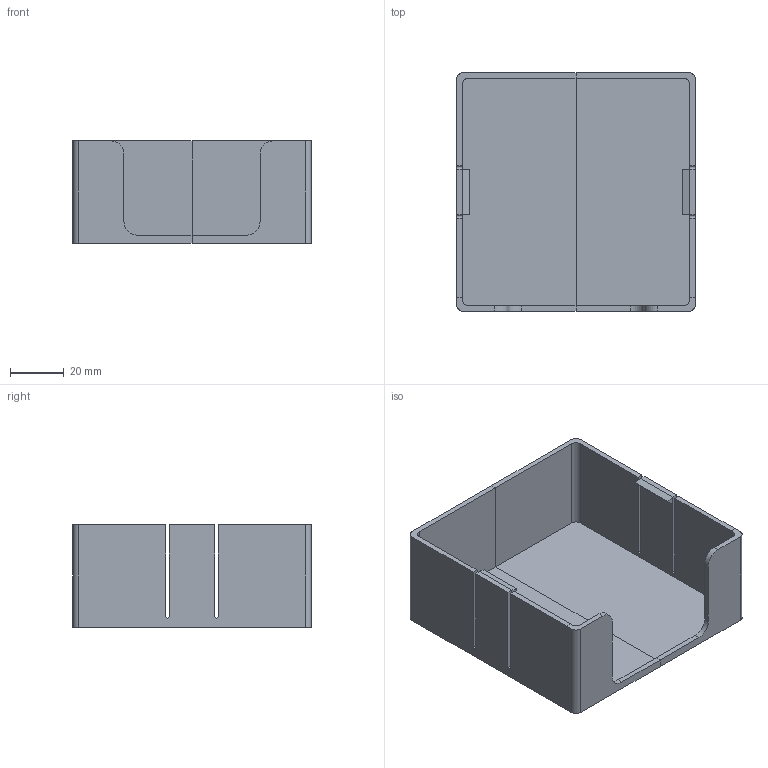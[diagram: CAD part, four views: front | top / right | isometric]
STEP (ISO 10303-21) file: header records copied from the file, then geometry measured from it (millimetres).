
FILE_DESCRIPTION(('FreeCAD Model'),'2;1');
FILE_NAME('Open CASCADE Shape Model','2025-01-08T18:56:18',(''),(''), 'Open CASCADE STEP processor 7.7','FreeCAD','Unknown');
FILE_SCHEMA(('AUTOMOTIVE_DESIGN { 1 0 10303 214 1 1 1 1 }'));
Length unit declared in the file: millimetre
Products named in the file (1): cover
Bounding box: 88.5 x 88.5 x 38 mm (x, y, z)
Volume: 36848.5 mm3; surface area: 37917 mm2
Topology: 1 solids, 1 shells, 62 faces, 164 edges, 104 vertices
Faces by surface type: plane 46, cylinder 16
Entity records: 1916 total; most frequent: CARTESIAN_POINT 331, ORIENTED_EDGE 328, DIRECTION 322, EDGE_CURVE 164, LINE 132, VECTOR 132, VERTEX_POINT 104, AXIS2_PLACEMENT_3D 95
